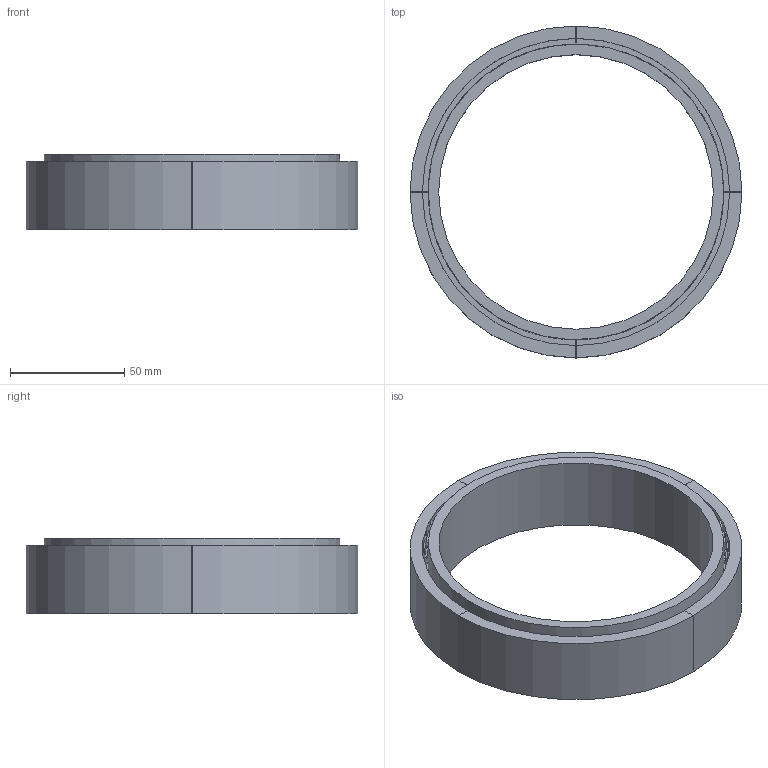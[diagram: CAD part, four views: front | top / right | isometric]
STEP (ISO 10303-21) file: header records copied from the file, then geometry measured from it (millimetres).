
FILE_DESCRIPTION(('STEP AP242'), '1');
FILE_NAME('殲齕 _ 桏斁鼀鳪 昉', '', ('UNSPECIFIED'), ('UNSPECIFIED'), 'C3D Converter', 'C3D Toolkit', '');
FILE_SCHEMA(('AP242_MANAGED_MODEL_BASED_3D_ENGINEERING_MIM_LF { 1 0 10303 442 1 1 4 }'));
Length unit declared in the file: millimetre
Products named in the file (1): Самосвал МД
Bounding box: 145 x 145 x 33 mm (x, y, z)
Volume: 134278 mm3; surface area: 69343.3 mm2
Topology: 5 solids, 5 shells, 1419 faces, 3558 edges, 2372 vertices
Faces by surface type: plane 1120, cylinder 299
Full cylindrical faces by diameter (mm): 120 x1, 129.131 x1
Entity records: 57517 total; most frequent: CARTESIAN_POINT 14465, ORIENTED_EDGE 7112, DIRECTION 4836, EDGE_CURVE 3556, VERTEX_POINT 2372, LINE 1692, VECTOR 1692, EDGE_LOOP 1646
